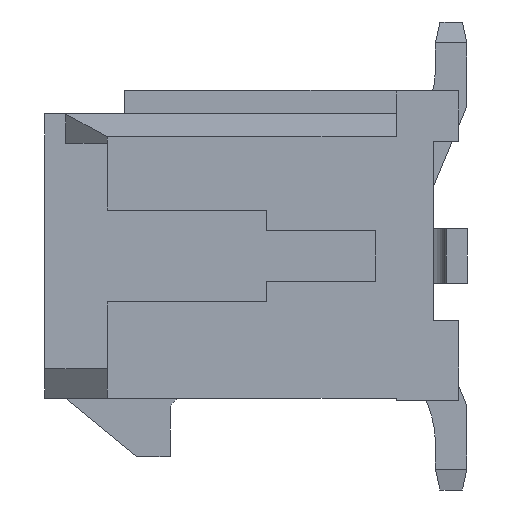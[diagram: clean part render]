
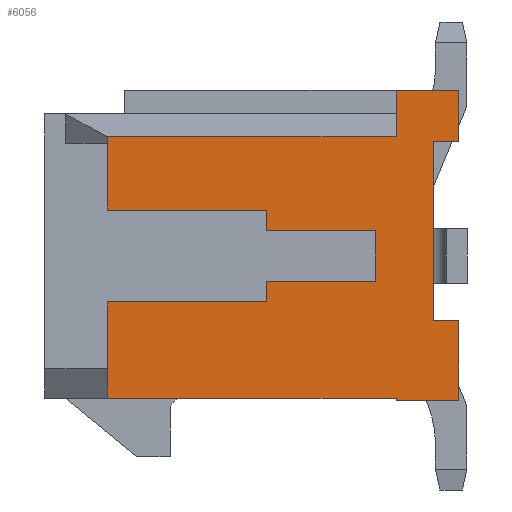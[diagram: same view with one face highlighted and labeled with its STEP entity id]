
A CAD part, left-side view. The second image highlights one B-rep face of the part: STEP entity #6056.
In plain terms, the highlighted planar face has unit normal (-1, 0, 0).
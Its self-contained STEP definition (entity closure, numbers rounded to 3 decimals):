
#2=DIRECTION('',(0.,-1.,0.));
#3=VECTOR('',#2,6.91);
#4=CARTESIAN_POINT('',(-7.825,8.41,-3.4));
#5=LINE('',#4,#3);
#42=DIRECTION('',(0.,0.,-1.));
#43=VECTOR('',#42,1.9);
#44=CARTESIAN_POINT('',(-7.825,0.,-1.55));
#45=LINE('',#44,#43);
#46=DIRECTION('',(0.,0.,1.));
#47=VECTOR('',#46,0.7);
#48=CARTESIAN_POINT('',(-7.825,8.41,-3.4));
#49=LINE('',#48,#47);
#50=DIRECTION('',(0.,0.,-1.));
#51=VECTOR('',#50,1.6);
#52=CARTESIAN_POINT('',(-7.825,8.41,-1.1));
#53=LINE('',#52,#51);
#54=DIRECTION('',(0.,-1.,0.));
#55=VECTOR('',#54,3.8);
#56=CARTESIAN_POINT('',(-7.825,8.41,-1.1));
#57=LINE('',#56,#55);
#58=DIRECTION('',(0.,0.,-1.));
#59=VECTOR('',#58,0.5);
#60=CARTESIAN_POINT('',(-7.825,4.61,-0.6));
#61=LINE('',#60,#59);
#62=DIRECTION('',(0.,1.,0.));
#63=VECTOR('',#62,2.61);
#64=CARTESIAN_POINT('',(-7.825,2.,-0.6));
#65=LINE('',#64,#63);
#66=DIRECTION('',(0.,0.,-1.));
#67=VECTOR('',#66,1.2);
#68=CARTESIAN_POINT('',(-7.825,2.,0.6));
#69=LINE('',#68,#67);
#70=DIRECTION('',(0.,-1.,0.));
#71=VECTOR('',#70,2.61);
#72=CARTESIAN_POINT('',(-7.825,4.61,0.6));
#73=LINE('',#72,#71);
#74=DIRECTION('',(0.,0.,-1.));
#75=VECTOR('',#74,0.5);
#76=CARTESIAN_POINT('',(-7.825,4.61,1.1));
#77=LINE('',#76,#75);
#78=DIRECTION('',(0.,-1.,0.));
#79=VECTOR('',#78,3.8);
#80=CARTESIAN_POINT('',(-7.825,8.41,1.1));
#81=LINE('',#80,#79);
#82=DIRECTION('',(0.,0.,-1.));
#83=VECTOR('',#82,1.6);
#84=CARTESIAN_POINT('',(-7.825,8.41,2.7));
#85=LINE('',#84,#83);
#86=DIRECTION('',(0.,0.,1.));
#87=VECTOR('',#86,0.15);
#88=CARTESIAN_POINT('',(-7.825,8.41,2.7));
#89=LINE('',#88,#87);
#90=DIRECTION('',(0.,-1.,0.));
#91=VECTOR('',#90,6.91);
#92=CARTESIAN_POINT('',(-7.825,8.41,2.85));
#93=LINE('',#92,#91);
#94=DIRECTION('',(0.,0.,-1.));
#95=VECTOR('',#94,1.2);
#96=CARTESIAN_POINT('',(-7.825,0.,3.95));
#97=LINE('',#96,#95);
#98=DIRECTION('',(0.,1.,0.));
#99=VECTOR('',#98,0.6);
#100=CARTESIAN_POINT('',(-7.825,0.,2.75));
#101=LINE('',#100,#99);
#102=DIRECTION('',(0.,-1.,0.));
#103=VECTOR('',#102,0.6);
#104=CARTESIAN_POINT('',(-7.825,0.6,-1.55));
#105=LINE('',#104,#103);
#510=DIRECTION('',(0.,0.,1.));
#511=VECTOR('',#510,4.3);
#512=CARTESIAN_POINT('',(-7.825,0.6,-1.55));
#513=LINE('',#512,#511);
#2110=DIRECTION('',(0.,1.,0.));
#2111=VECTOR('',#2110,1.5);
#2112=CARTESIAN_POINT('',(-7.825,0.,-3.45));
#2113=LINE('',#2112,#2111);
#2138=DIRECTION('',(0.,0.,-1.));
#2139=VECTOR('',#2138,0.05);
#2140=CARTESIAN_POINT('',(-7.825,1.5,-3.4));
#2141=LINE('',#2140,#2139);
#2238=DIRECTION('',(0.,-1.,0.));
#2239=VECTOR('',#2238,1.5);
#2240=CARTESIAN_POINT('',(-7.825,1.5,3.95));
#2241=LINE('',#2240,#2239);
#2622=DIRECTION('',(0.,0.,-1.));
#2623=VECTOR('',#2622,1.1);
#2624=CARTESIAN_POINT('',(-7.825,1.5,3.95));
#2625=LINE('',#2624,#2623);
#4528=CARTESIAN_POINT('',(-7.825,8.41,-3.4));
#4530=VERTEX_POINT('',#4528);
#4680=CARTESIAN_POINT('',(-7.825,0.,2.75));
#4681=CARTESIAN_POINT('',(-7.825,0.6,2.75));
#4682=VERTEX_POINT('',#4680);
#4683=VERTEX_POINT('',#4681);
#4854=CARTESIAN_POINT('',(-7.825,0.,3.95));
#4856=VERTEX_POINT('',#4854);
#4862=CARTESIAN_POINT('',(-7.825,1.5,3.95));
#4863=VERTEX_POINT('',#4862);
#4872=CARTESIAN_POINT('',(-7.825,1.5,2.85));
#4874=VERTEX_POINT('',#4872);
#4878=CARTESIAN_POINT('',(-7.825,8.41,2.85));
#4879=VERTEX_POINT('',#4878);
#4889=CARTESIAN_POINT('',(-7.825,0.,-1.55));
#4891=VERTEX_POINT('',#4889);
#4900=CARTESIAN_POINT('',(-7.825,0.6,-1.55));
#4901=VERTEX_POINT('',#4900);
#4914=CARTESIAN_POINT('',(-7.825,1.5,-3.45));
#4916=VERTEX_POINT('',#4914);
#4920=CARTESIAN_POINT('',(-7.825,0.,-3.45));
#4921=VERTEX_POINT('',#4920);
#4938=CARTESIAN_POINT('',(-7.825,1.5,-3.4));
#4939=VERTEX_POINT('',#4938);
#5118=CARTESIAN_POINT('',(-7.825,8.41,-1.1));
#5119=VERTEX_POINT('',#5118);
#5120=CARTESIAN_POINT('',(-7.825,8.41,-2.7));
#5121=VERTEX_POINT('',#5120);
#5122=CARTESIAN_POINT('',(-7.825,8.41,2.7));
#5124=VERTEX_POINT('',#5122);
#5126=CARTESIAN_POINT('',(-7.825,8.41,1.1));
#5127=VERTEX_POINT('',#5126);
#5128=CARTESIAN_POINT('',(-7.825,4.61,1.1));
#5129=VERTEX_POINT('',#5128);
#5130=CARTESIAN_POINT('',(-7.825,4.61,0.6));
#5131=VERTEX_POINT('',#5130);
#5132=CARTESIAN_POINT('',(-7.825,2.,0.6));
#5133=VERTEX_POINT('',#5132);
#5134=CARTESIAN_POINT('',(-7.825,2.,-0.6));
#5135=VERTEX_POINT('',#5134);
#5136=CARTESIAN_POINT('',(-7.825,4.61,-0.6));
#5137=VERTEX_POINT('',#5136);
#5138=CARTESIAN_POINT('',(-7.825,4.61,-1.1));
#5139=VERTEX_POINT('',#5138);
#6006=CARTESIAN_POINT('',(-7.825,9.91,-3.4));
#6007=DIRECTION('',(-1.,0.,0.));
#6008=DIRECTION('',(0.,-1.,0.));
#6009=AXIS2_PLACEMENT_3D('',#6006,#6007,#6008);
#6010=PLANE('',#6009);
#6012=ORIENTED_EDGE('',*,*,#6011,.T.);
#6014=ORIENTED_EDGE('',*,*,#6013,.T.);
#6016=ORIENTED_EDGE('',*,*,#6015,.F.);
#6017=ORIENTED_EDGE('',*,*,#5977,.F.);
#6019=ORIENTED_EDGE('',*,*,#6018,.T.);
#6021=ORIENTED_EDGE('',*,*,#6020,.F.);
#6023=ORIENTED_EDGE('',*,*,#6022,.T.);
#6025=ORIENTED_EDGE('',*,*,#6024,.F.);
#6027=ORIENTED_EDGE('',*,*,#6026,.F.);
#6029=ORIENTED_EDGE('',*,*,#6028,.F.);
#6031=ORIENTED_EDGE('',*,*,#6030,.F.);
#6033=ORIENTED_EDGE('',*,*,#6032,.F.);
#6035=ORIENTED_EDGE('',*,*,#6034,.F.);
#6037=ORIENTED_EDGE('',*,*,#6036,.F.);
#6039=ORIENTED_EDGE('',*,*,#6038,.T.);
#6041=ORIENTED_EDGE('',*,*,#6040,.T.);
#6043=ORIENTED_EDGE('',*,*,#6042,.F.);
#6045=ORIENTED_EDGE('',*,*,#6044,.T.);
#6047=ORIENTED_EDGE('',*,*,#6046,.T.);
#6049=ORIENTED_EDGE('',*,*,#6048,.T.);
#6051=ORIENTED_EDGE('',*,*,#6050,.F.);
#6053=ORIENTED_EDGE('',*,*,#6052,.T.);
#6054=EDGE_LOOP('',(#6012,#6014,#6016,#6017,#6019,#6021,#6023,#6025,#6027,#6029,
#6031,#6033,#6035,#6037,#6039,#6041,#6043,#6045,#6047,#6049,#6051,#6053));
#6055=FACE_OUTER_BOUND('',#6054,.F.);
#5977=EDGE_CURVE('',#4530,#4939,#5,.T.);
#6011=EDGE_CURVE('',#4891,#4921,#45,.T.);
#6013=EDGE_CURVE('',#4921,#4916,#2113,.T.);
#6015=EDGE_CURVE('',#4939,#4916,#2141,.T.);
#6018=EDGE_CURVE('',#4530,#5121,#49,.T.);
#6020=EDGE_CURVE('',#5119,#5121,#53,.T.);
#6022=EDGE_CURVE('',#5119,#5139,#57,.T.);
#6024=EDGE_CURVE('',#5137,#5139,#61,.T.);
#6026=EDGE_CURVE('',#5135,#5137,#65,.T.);
#6028=EDGE_CURVE('',#5133,#5135,#69,.T.);
#6030=EDGE_CURVE('',#5131,#5133,#73,.T.);
#6032=EDGE_CURVE('',#5129,#5131,#77,.T.);
#6034=EDGE_CURVE('',#5127,#5129,#81,.T.);
#6036=EDGE_CURVE('',#5124,#5127,#85,.T.);
#6038=EDGE_CURVE('',#5124,#4879,#89,.T.);
#6040=EDGE_CURVE('',#4879,#4874,#93,.T.);
#6042=EDGE_CURVE('',#4863,#4874,#2625,.T.);
#6044=EDGE_CURVE('',#4863,#4856,#2241,.T.);
#6046=EDGE_CURVE('',#4856,#4682,#97,.T.);
#6048=EDGE_CURVE('',#4682,#4683,#101,.T.);
#6050=EDGE_CURVE('',#4901,#4683,#513,.T.);
#6052=EDGE_CURVE('',#4901,#4891,#105,.T.);
#6056=ADVANCED_FACE('',(#6055),#6010,.T.);
